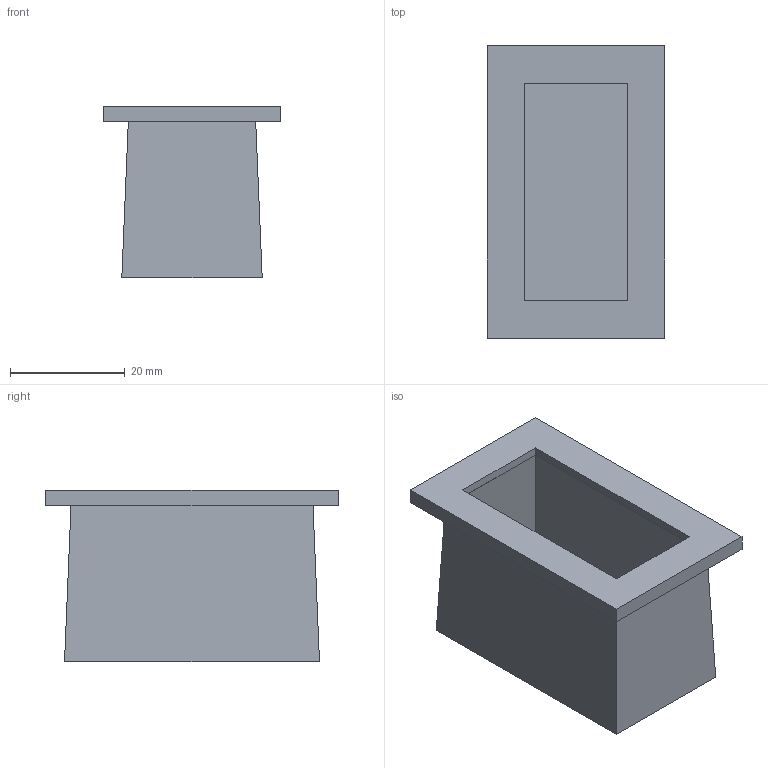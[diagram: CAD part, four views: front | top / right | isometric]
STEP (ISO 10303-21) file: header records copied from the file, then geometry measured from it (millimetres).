
FILE_DESCRIPTION (( 'STEP AP203' ), '1' );
FILE_NAME ('Çàãëóøêà òîðöåâàÿ BPO_BPO4121.STEP', '2012-11-21T12:35:52', ( 'Àñååâ' ), ( '' ), 'SwSTEP 2.0', 'SolidWorks 2012', '' );
FILE_SCHEMA (( 'CONFIG_CONTROL_DESIGN' ));
Length unit declared in the file: millimetre
Products named in the file (1): Çàãëóøêà òîðöåâàÿ BPO_BPO4121
Bounding box: 30.97 x 50.97 x 30 mm (x, y, z)
Volume: 6771.9 mm3; surface area: 11351.8 mm2
Topology: 1 solids, 1 shells, 31 faces, 64 edges, 36 vertices
Faces by surface type: plane 31
Entity records: 855 total; most frequent: CARTESIAN_POINT 132, DIRECTION 128, ORIENTED_EDGE 128, EDGE_CURVE 64, VECTOR 64, LINE 64, VERTEX_POINT 36, AXIS2_PLACEMENT_3D 32
